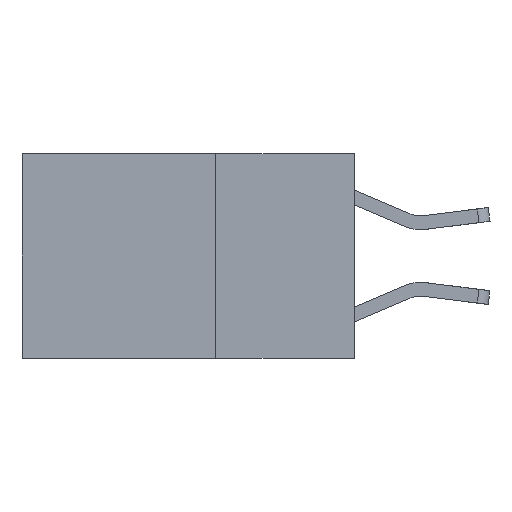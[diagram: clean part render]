
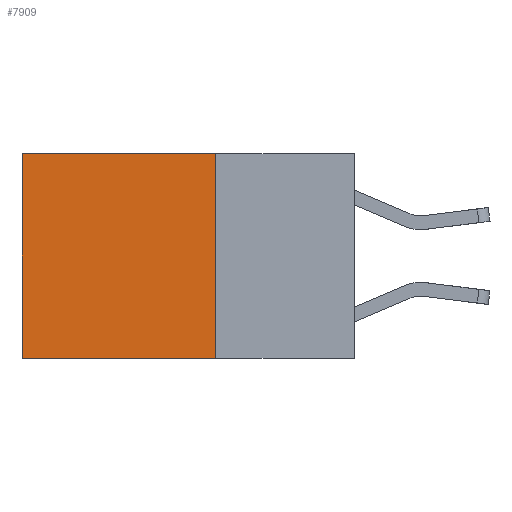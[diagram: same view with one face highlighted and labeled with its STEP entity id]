
A CAD part, left-side view. The second image highlights one B-rep face of the part: STEP entity #7909.
In plain terms, the highlighted planar face has unit normal (-1, 0, 0).
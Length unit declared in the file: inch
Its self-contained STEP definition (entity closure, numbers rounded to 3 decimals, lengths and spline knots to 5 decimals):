
#129 = CARTESIAN_POINT ( 'NONE',  ( 0.2625, 0.6, -0.37 ) ) ;
#232 = VECTOR ( 'NONE', #1076, 39.37008 ) ;
#424 = LINE ( 'NONE', #7329, #9468 ) ;
#943 = AXIS2_PLACEMENT_3D ( 'NONE', #4278, #7222, #2844 ) ;
#1076 = DIRECTION ( 'NONE',  ( 0., 1., 0. ) ) ;
#1251 = CARTESIAN_POINT ( 'NONE',  ( 0.2625, 0.25, -0.37 ) ) ;
#1404 = EDGE_LOOP ( 'NONE', ( #4941, #6909, #5173, #7142 ) ) ;
#1407 = VECTOR ( 'NONE', #3809, 39.37008 ) ;
#1853 = LINE ( 'NONE', #4446, #3581 ) ;
#2537 = CARTESIAN_POINT ( 'NONE',  ( 0.2625, 0.25, 0. ) ) ;
#2844 = DIRECTION ( 'NONE',  ( 0., 0., -1. ) ) ;
#3346 = LINE ( 'NONE', #7463, #1407 ) ;
#3497 = EDGE_CURVE ( 'NONE', #7285, #5093, #7741, .T. ) ;
#3581 = VECTOR ( 'NONE', #5881, 39.37008 ) ;
#3809 = DIRECTION ( 'NONE',  ( 0., 0., -1. ) ) ;
#4278 = CARTESIAN_POINT ( 'NONE',  ( 0.2625, 0.25, 0. ) ) ;
#4395 = EDGE_CURVE ( 'NONE', #6516, #6018, #424, .T. ) ;
#4419 = DIRECTION ( 'NONE',  ( 0., 1., 0. ) ) ;
#4425 = EDGE_CURVE ( 'NONE', #6516, #7285, #1853, .T. ) ;
#4446 = CARTESIAN_POINT ( 'NONE',  ( 0.2625, 0.25, 0. ) ) ;
#4941 = ORIENTED_EDGE ( 'NONE', *, *, #9192, .T. ) ;
#5093 = VERTEX_POINT ( 'NONE', #129 ) ;
#5173 = ORIENTED_EDGE ( 'NONE', *, *, #4425, .F. ) ;
#5448 = CARTESIAN_POINT ( 'NONE',  ( 0.2625, 0.25, -0.37 ) ) ;
#5750 = PLANE ( 'NONE',  #943 ) ;
#5881 = DIRECTION ( 'NONE',  ( 0., 0., -1. ) ) ;
#6018 = VERTEX_POINT ( 'NONE', #7847 ) ;
#6047 = FACE_OUTER_BOUND ( 'NONE', #1404, .T. ) ;
#6516 = VERTEX_POINT ( 'NONE', #2537 ) ;
#6909 = ORIENTED_EDGE ( 'NONE', *, *, #3497, .F. ) ;
#7142 = ORIENTED_EDGE ( 'NONE', *, *, #4395, .T. ) ;
#7222 = DIRECTION ( 'NONE',  ( 1., 0., 0. ) ) ;
#7285 = VERTEX_POINT ( 'NONE', #1251 ) ;
#7329 = CARTESIAN_POINT ( 'NONE',  ( 0.2625, 0.25, 0. ) ) ;
#7463 = CARTESIAN_POINT ( 'NONE',  ( 0.2625, 0.6, 0. ) ) ;
#7741 = LINE ( 'NONE', #5448, #232 ) ;
#7847 = CARTESIAN_POINT ( 'NONE',  ( 0.2625, 0.6, 0. ) ) ;
#7909 = ADVANCED_FACE ( 'NONE', ( #6047 ), #5750, .F. ) ;
#9192 = EDGE_CURVE ( 'NONE', #6018, #5093, #3346, .T. ) ;
#9468 = VECTOR ( 'NONE', #4419, 39.37008 ) ;
